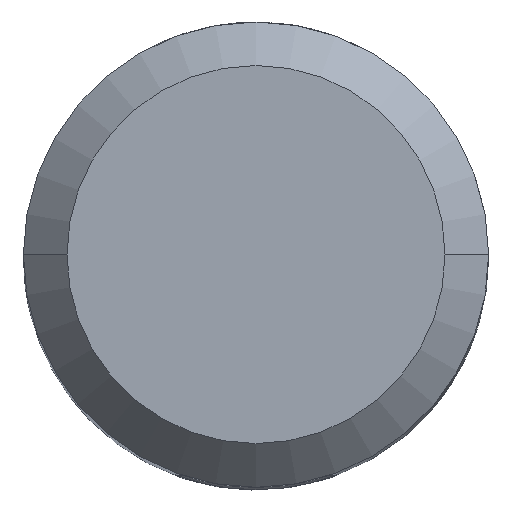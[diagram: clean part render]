
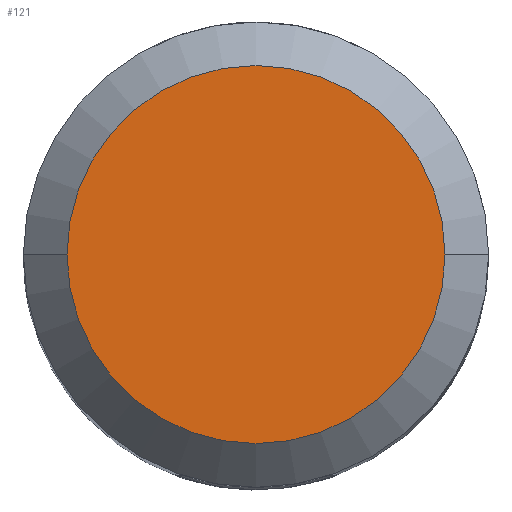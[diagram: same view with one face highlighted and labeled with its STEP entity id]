
A CAD part, top view. The second image highlights one B-rep face of the part: STEP entity #121.
In plain terms, the highlighted planar face has unit normal (0, 0, 1).
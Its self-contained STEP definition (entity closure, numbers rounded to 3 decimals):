
#121=ADVANCED_FACE('',(#159),#148,.F.);
#148=PLANE('',#488);
#159=FACE_OUTER_BOUND('',#184,.T.);
#184=EDGE_LOOP('',(#213,#214));
#213=ORIENTED_EDGE('',*,*,#375,.F.);
#214=ORIENTED_EDGE('',*,*,#376,.F.);
#335=VERTEX_POINT('',#654);
#336=VERTEX_POINT('',#655);
#375=EDGE_CURVE('',#335,#336,#436,.T.);
#376=EDGE_CURVE('',#336,#335,#437,.T.);
#436=CIRCLE('',#486,6.5);
#437=CIRCLE('',#487,6.5);
#486=AXIS2_PLACEMENT_3D('',#653,#538,#539);
#487=AXIS2_PLACEMENT_3D('',#656,#540,#541);
#488=AXIS2_PLACEMENT_3D('',#657,#542,#543);
#538=DIRECTION('',(0.,0.,-1.));
#539=DIRECTION('',(-1.,0.,0.));
#540=DIRECTION('',(0.,0.,-1.));
#541=DIRECTION('',(-1.,0.,0.));
#542=DIRECTION('',(0.,0.,-1.));
#543=DIRECTION('',(-1.,0.,0.));
#653=CARTESIAN_POINT('',(0.,0.,0.));
#654=CARTESIAN_POINT('',(-6.5,0.,0.));
#655=CARTESIAN_POINT('',(6.5,0.,0.));
#656=CARTESIAN_POINT('',(0.,0.,0.));
#657=CARTESIAN_POINT('',(0.,6.5,0.));
